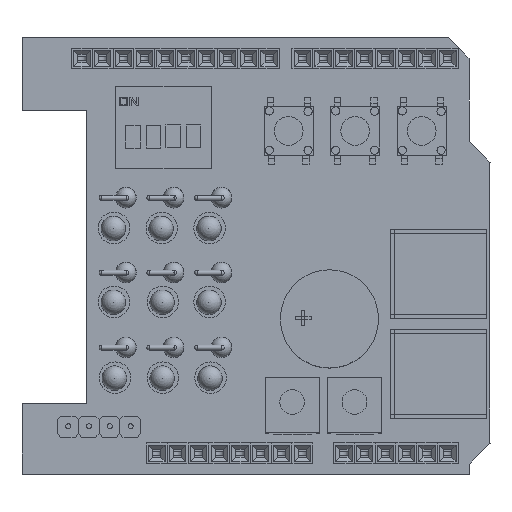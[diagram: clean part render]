
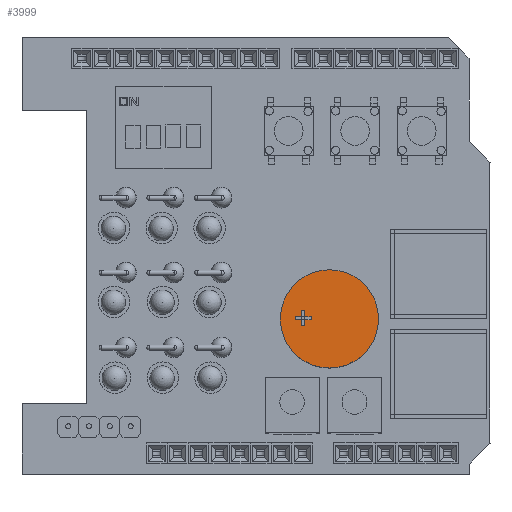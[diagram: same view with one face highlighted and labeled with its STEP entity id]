
A CAD part, top view. The second image highlights one B-rep face of the part: STEP entity #3999.
In plain terms, the highlighted planar face has unit normal (0, 0, 1).
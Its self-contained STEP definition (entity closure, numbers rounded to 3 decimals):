
#3908 = VERTEX_POINT('',#3909);
#3909 = CARTESIAN_POINT('',(6.,0.,8.5));
#3916 = CYLINDRICAL_SURFACE('',#3917,6.);
#3917 = AXIS2_PLACEMENT_3D('',#3918,#3919,#3920);
#3918 = CARTESIAN_POINT('',(0.,0.,0.));
#3919 = DIRECTION('',(0.,0.,-1.));
#3920 = DIRECTION('',(1.,0.,0.));
#3966 = EDGE_CURVE('',#3908,#3908,#3967,.T.);
#3967 = SURFACE_CURVE('',#3968,(#3973,#3979),.PCURVE_S1.);
#3968 = CIRCLE('',#3969,6.);
#3969 = AXIS2_PLACEMENT_3D('',#3970,#3971,#3972);
#3970 = CARTESIAN_POINT('',(0.,0.,8.5));
#3971 = DIRECTION('',(0.,0.,1.));
#3972 = DIRECTION('',(1.,0.,0.));
#3973 = PCURVE('',#3916,#3974);
#3974 = DEFINITIONAL_REPRESENTATION('',(#3975),#3978);
#3975 = B_SPLINE_CURVE_WITH_KNOTS('',1,(#3976,#3977),.UNSPECIFIED.,.F.,
  .F.,(2,2),(0.,6.283),.PIECEWISE_BEZIER_KNOTS.);
#3976 = CARTESIAN_POINT('',(6.283,-8.5));
#3977 = CARTESIAN_POINT('',(0.,-8.5));
#3978 = ( GEOMETRIC_REPRESENTATION_CONTEXT(2) 
PARAMETRIC_REPRESENTATION_CONTEXT() REPRESENTATION_CONTEXT('2D SPACE',''
  ) );
#3979 = PCURVE('',#3980,#3985);
#3980 = PLANE('',#3981);
#3981 = AXIS2_PLACEMENT_3D('',#3982,#3983,#3984);
#3982 = CARTESIAN_POINT('',(6.,0.,8.5));
#3983 = DIRECTION('',(0.,0.,-1.));
#3984 = DIRECTION('',(-1.,0.,0.));
#3985 = DEFINITIONAL_REPRESENTATION('',(#3986),#3994);
#3986 = ( BOUNDED_CURVE() B_SPLINE_CURVE(2,(#3987,#3988,#3989,#3990,
#3991,#3992,#3993),.UNSPECIFIED.,.F.,.F.) B_SPLINE_CURVE_WITH_KNOTS((1,2
    ,2,2,2,1),(-2.094,0.,2.094,4.189,
6.283,8.378),.UNSPECIFIED.) CURVE() 
GEOMETRIC_REPRESENTATION_ITEM() RATIONAL_B_SPLINE_CURVE((1.,0.5,1.,0.5,
1.,0.5,1.)) REPRESENTATION_ITEM('') );
#3987 = CARTESIAN_POINT('',(0.,0.));
#3988 = CARTESIAN_POINT('',(0.,10.392));
#3989 = CARTESIAN_POINT('',(9.,5.196));
#3990 = CARTESIAN_POINT('',(18.,0.));
#3991 = CARTESIAN_POINT('',(9.,-5.196));
#3992 = CARTESIAN_POINT('',(0.,-10.392));
#3993 = CARTESIAN_POINT('',(0.,0.));
#3994 = ( GEOMETRIC_REPRESENTATION_CONTEXT(2) 
PARAMETRIC_REPRESENTATION_CONTEXT() REPRESENTATION_CONTEXT('2D SPACE',''
  ) );
#3999 = ADVANCED_FACE('',(#4000),#3980,.F.);
#4000 = FACE_BOUND('',#4001,.T.);
#4001 = EDGE_LOOP('',(#4002));
#4002 = ORIENTED_EDGE('',*,*,#3966,.T.);
